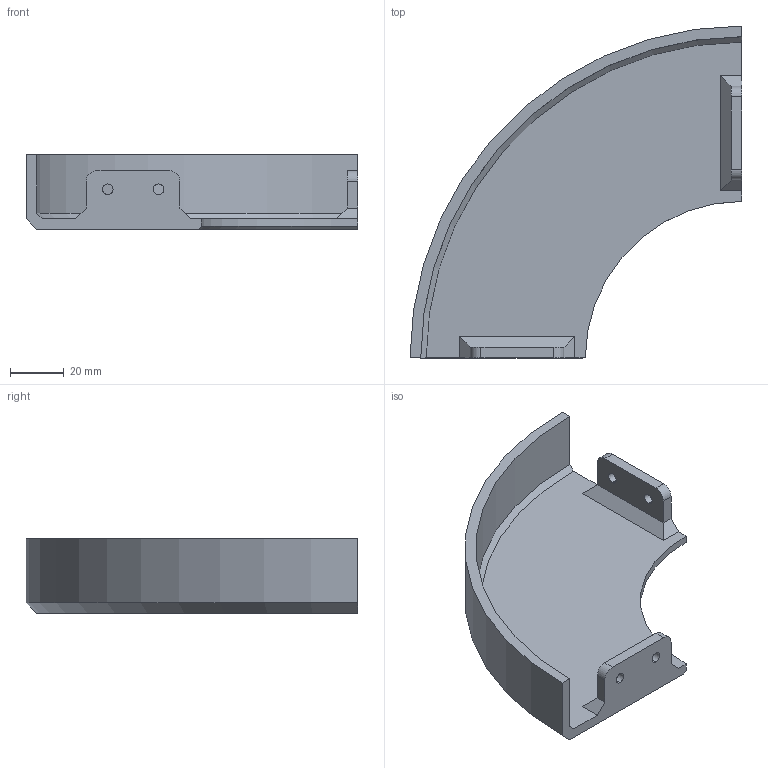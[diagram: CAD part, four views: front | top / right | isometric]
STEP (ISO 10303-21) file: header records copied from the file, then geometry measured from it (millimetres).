
FILE_DESCRIPTION (( 'STEP AP203' ), '1' );
FILE_NAME ('IKEA_Muskot_Pot_7_12_Adapter_ID=240mm.STEP', '2020-11-29T12:42:29', ( '' ), ( '' ), '', '', '' );
FILE_SCHEMA (( 'CONFIG_CONTROL_DESIGN' ));
Length unit declared in the file: millimetre
Products named in the file (1): IKEA_Muskot_Pot_7_12_Adapter_ID=240mm
Bounding box: 124 x 124 x 28 mm (x, y, z)
Volume: 60275.1 mm3; surface area: 31787.5 mm2
Topology: 1 solids, 1 shells, 37 faces, 101 edges, 66 vertices
Faces by surface type: plane 19, cylinder 15, cone 3
Entity records: 1269 total; most frequent: DIRECTION 210, CARTESIAN_POINT 205, ORIENTED_EDGE 202, EDGE_CURVE 101, AXIS2_PLACEMENT_3D 71, LINE 68, VECTOR 68, VERTEX_POINT 66
